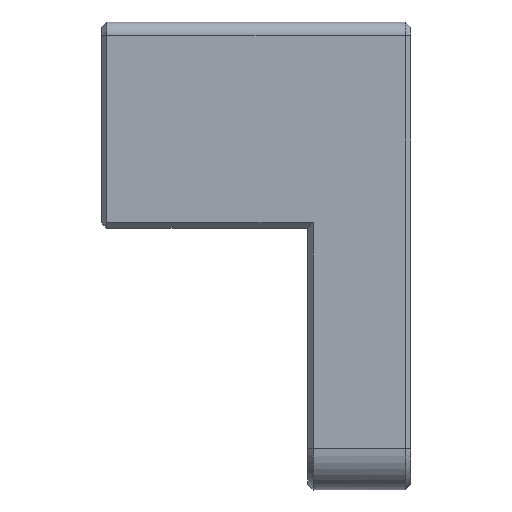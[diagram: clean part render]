
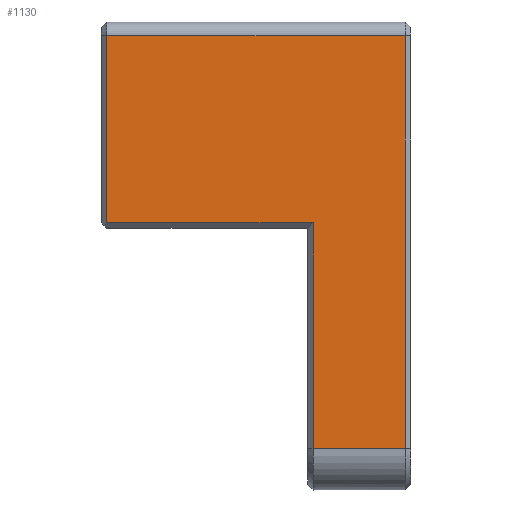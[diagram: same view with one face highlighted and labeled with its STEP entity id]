
A CAD part, left-side view. The second image highlights one B-rep face of the part: STEP entity #1130.
In plain terms, the highlighted planar face has unit normal (-1, 0, 0).
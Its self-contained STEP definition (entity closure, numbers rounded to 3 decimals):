
#143=FACE_OUTER_BOUND('',#211,.T.);
#211=EDGE_LOOP('',(#808,#809,#810,#811,#812,#813));
#296=LINE('',#1834,#390);
#297=LINE('',#1836,#391);
#298=LINE('',#1838,#392);
#299=LINE('',#1840,#393);
#300=LINE('',#1842,#394);
#301=LINE('',#1843,#395);
#390=VECTOR('',#1399,1000.);
#391=VECTOR('',#1400,1000.);
#392=VECTOR('',#1401,1000.);
#393=VECTOR('',#1402,1000.);
#394=VECTOR('',#1403,1000.);
#395=VECTOR('',#1404,1000.);
#510=VERTEX_POINT('',#1832);
#511=VERTEX_POINT('',#1833);
#512=VERTEX_POINT('',#1835);
#513=VERTEX_POINT('',#1837);
#514=VERTEX_POINT('',#1839);
#515=VERTEX_POINT('',#1841);
#626=EDGE_CURVE('',#510,#511,#296,.T.);
#627=EDGE_CURVE('',#511,#512,#297,.T.);
#628=EDGE_CURVE('',#512,#513,#298,.T.);
#629=EDGE_CURVE('',#513,#514,#299,.T.);
#630=EDGE_CURVE('',#514,#515,#300,.T.);
#631=EDGE_CURVE('',#515,#510,#301,.T.);
#808=ORIENTED_EDGE('',*,*,#626,.T.);
#809=ORIENTED_EDGE('',*,*,#627,.T.);
#810=ORIENTED_EDGE('',*,*,#628,.T.);
#811=ORIENTED_EDGE('',*,*,#629,.T.);
#812=ORIENTED_EDGE('',*,*,#630,.T.);
#813=ORIENTED_EDGE('',*,*,#631,.T.);
#1094=PLANE('',#1231);
#1130=ADVANCED_FACE('',(#143),#1094,.T.);
#1231=AXIS2_PLACEMENT_3D('',#1831,#1397,#1398);
#1397=DIRECTION('center_axis',(-1.,0.,0.));
#1398=DIRECTION('ref_axis',(0.,-1.,0.));
#1399=DIRECTION('',(0.,1.,0.));
#1400=DIRECTION('',(0.,0.,-1.));
#1401=DIRECTION('',(0.,-1.,0.));
#1402=DIRECTION('',(0.,0.,-1.));
#1403=DIRECTION('',(0.,-1.,0.));
#1404=DIRECTION('',(0.,0.,1.));
#1831=CARTESIAN_POINT('Origin',(-7.5,0.,
0.));
#1832=CARTESIAN_POINT('',(-7.5,150.333,14.));
#1833=CARTESIAN_POINT('',(-7.5,172.033,14.));
#1834=CARTESIAN_POINT('',(-7.5,0.,14.));
#1835=CARTESIAN_POINT('',(-7.5,172.033,0.4));
#1836=CARTESIAN_POINT('',(-7.5,172.033,0.));
#1837=CARTESIAN_POINT('',(-7.5,157.033,0.4));
#1838=CARTESIAN_POINT('',(-7.5,0.,0.4));
#1839=CARTESIAN_POINT('',(-7.5,157.033,-16.014));
#1840=CARTESIAN_POINT('',(-7.5,157.033,0.));
#1841=CARTESIAN_POINT('',(-7.5,150.333,-16.014));
#1842=CARTESIAN_POINT('',(-7.5,157.433,-16.014));
#1843=CARTESIAN_POINT('',(-7.5,150.333,-8.55));
